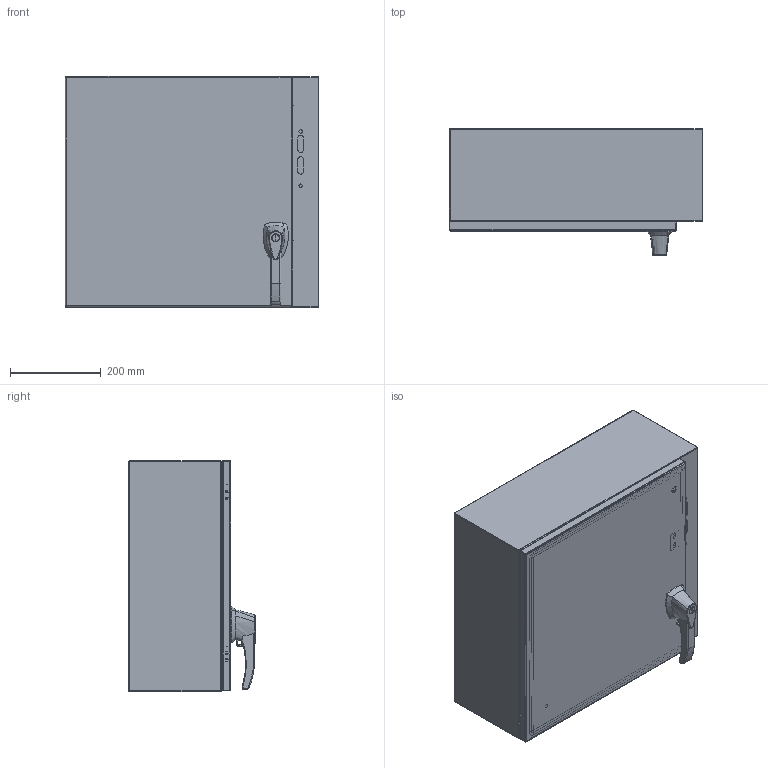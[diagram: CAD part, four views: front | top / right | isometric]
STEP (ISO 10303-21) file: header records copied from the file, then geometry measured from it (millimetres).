
FILE_DESCRIPTION (( 'STEP AP214' ), '1' );
FILE_NAME ('EN4DSC20228SS.STEP', '2019-11-13T22:44:04', ( '' ), ( '' ), 'SwSTEP 2.0', 'SolidWorks 2019', '' );
FILE_SCHEMA (( 'AUTOMOTIVE_DESIGN' ));
Length unit declared in the file: millimetre
Products named in the file (1): EN4DSC20228SS
Bounding box: 558.72 x 278.18 x 508.41 mm (x, y, z)
Volume: 2376190.3 mm3; surface area: 2394214.3 mm2
Topology: 45 solids, 46 shells, 933 faces, 2195 edges, 1388 vertices
Faces by surface type: plane 502, cylinder 284, bspline 76, torus 28, cone 27, sphere 16
Full cylindrical faces by diameter (mm): 3.967 x2, 4.369 x2, 4.394 x2, 4.47 x4, 4.572 x2, 4.775 x2, 4.976 x1, 5.461 x2, 5.74 x2, 5.893 x1, 5.918 x1, 6.096 x2, 6.35 x11, 6.502 x1, 6.731 x2, 6.985 x4, 7.137 x2, 7.417 x2, 7.937 x8, 8.001 x1, 8.128 x1, 8.255 x1, 8.484 x1, 8.89 x1, 9.525 x5, 10.008 x1, 10.109 x6, 10.211 x2, 10.49 x2, 11.049 x1
Entity records: 52951 total; most frequent: CARTESIAN_POINT 32240, DIRECTION 4012, ORIENTED_EDGE 3980, EDGE_CURVE 1990, AXIS2_PLACEMENT_3D 1447, VERTEX_POINT 1365, EDGE_LOOP 1219, LINE 1118
